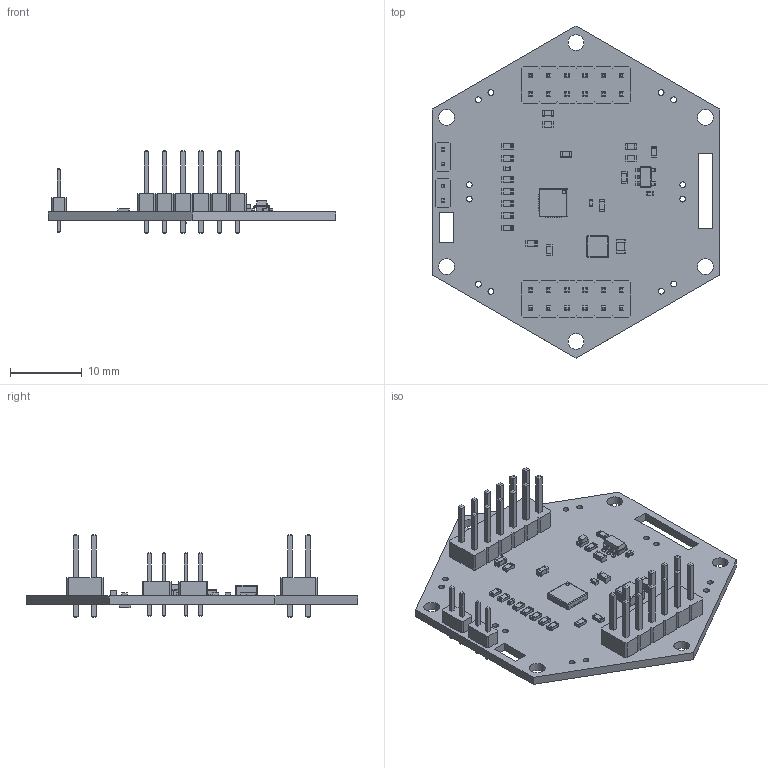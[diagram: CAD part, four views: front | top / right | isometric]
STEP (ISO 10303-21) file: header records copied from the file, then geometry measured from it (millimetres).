
FILE_DESCRIPTION(('FreeCAD Model'),'2;1');
FILE_NAME('Open CASCADE Shape Model','2024-01-18T18:20:56',('Author'),( ''),'Open CASCADE STEP processor 7.5','FreeCAD','Unknown');
FILE_SCHEMA(('AUTOMOTIVE_DESIGN { 1 0 10303 214 1 1 1 1 }'));
Length unit declared in the file: millimetre
Products named in the file (40): PWR; Local_CS_b351; Board_Geoms_b351; Pcb_b351; PCB_Sketch_b351; Step_Models_b351; Top_b351; J5_PinHeader_2x06_P254mm_Vertical_fdbec0c1770f; R15_R_0603_1608Metric_ff3a4b573a42; C4_C_0603_1608Metric_ddba1e9d3400; C13_C_0402_1005Metric_0e47c854bfea; U2_QFN_20__4x4x0_9__623ca05164b1; Part 15; Part 14; Part 13; Part 16; Part 17; Part 22; Part 21; Part 18; Part 19; Part 20; Part 12; Part 11; Part 8; Part 9; Part 10; Part 7; Part 6; Part 3; Part 4; Part 5; Part 2; Part 1; L1_L_Wuerth_MAPI_3015_f3540da89a6b; U4_SOT_23_5_4f5b19b6a1a3; D1_LED_0603_1608Metric_c732d79b81a2; C6_C_0805_2012Metric_8b40d3060ac9; J2_PinHeader_2x01_P200mm_Vertical_5e7f43ae1260; Bot_b351
Assembly tree (58 placements, depth 5):
  PWR
    Local_CS_b351
    Board_Geoms_b351
      Pcb_b351
      PCB_Sketch_b351
    Step_Models_b351
      Top_b351
        J5_PinHeader_2x06_P254mm_Vertical_fdbec0c1770f  x2
        R15_R_0603_1608Metric_ff3a4b573a42  x12
        C4_C_0603_1608Metric_ddba1e9d3400  x4
        C13_C_0402_1005Metric_0e47c854bfea  x3
        U2_QFN_20__4x4x0_9__623ca05164b1
          Part 15
          Part 14
          Part 13
          Part 16
          Part 17
          Part 22
          Part 21
          Part 18
          Part 19
          Part 20
          Part 12
          Part 11
          Part 8
          Part 9
          Part 10
          Part 7
          Part 6
          Part 3
          Part 4
          Part 5
          Part 2
          Part 1
        L1_L_Wuerth_MAPI_3015_f3540da89a6b
        U4_SOT_23_5_4f5b19b6a1a3
        D1_LED_0603_1608Metric_c732d79b81a2
        C6_C_0805_2012Metric_8b40d3060ac9
        J2_PinHeader_2x01_P200mm_Vertical_5e7f43ae1260  x2
      Bot_b351
        R15_R_0603_1608Metric_ff3a4b573a42
Bounding box: 40 x 46.19 x 11.54 mm (x, y, z)
Volume: 2133.9 mm3; surface area: 4450.1 mm2
Topology: 51 solids, 51 shells, 1564 faces, 3832 edges, 2450 vertices
Faces by surface type: plane 1212, cylinder 315, bspline 29, sphere 8
Full cylindrical faces by diameter (mm): 0.5 x1, 0.8 x16, 1 x24, 2.2 x6
Entity records: 28768 total; most frequent: CARTESIAN_POINT 4199, DIRECTION 3917, ORIENTED_EDGE 3860, EDGE_CURVE 1930, LINE 1597, VECTOR 1597, VERTEX_POINT 1220, AXIS2_PLACEMENT_3D 1160
